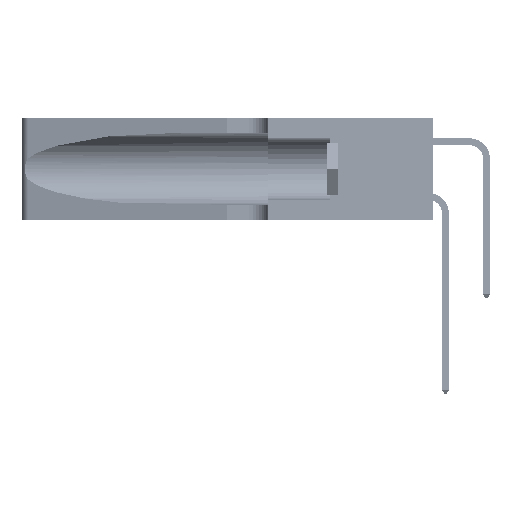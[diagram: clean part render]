
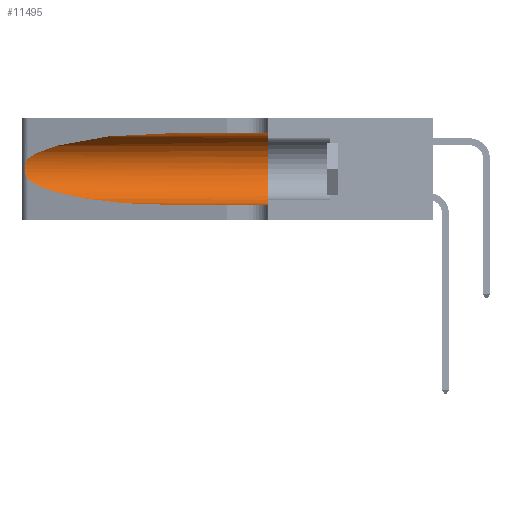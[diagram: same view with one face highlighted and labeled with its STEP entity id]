
A CAD part, left-side view. The second image highlights one B-rep face of the part: STEP entity #11495.
In plain terms, the highlighted cylindrical face has radius 3.308 mm (diameter 6.617 mm), a partial arc.
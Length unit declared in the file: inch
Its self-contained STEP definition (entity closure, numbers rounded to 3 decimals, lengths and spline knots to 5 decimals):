
#1221 = EDGE_CURVE ( 'NONE', #13946, #3140, #6559, .T. ) ;
#1520 = CARTESIAN_POINT ( 'NONE',  ( 0.25639, 1.23184, 0.21858 ) ) ;
#2664 = B_SPLINE_CURVE_WITH_KNOTS ( 'NONE', 3,
 ( #21538, #37340, #1520, #29542, #5599, #33544, #9633, #37511, #13678, #41505, #17729, #45513, #21706, #49508 ),
 .UNSPECIFIED., .F., .F.,
 ( 4, 2, 2, 2, 2, 2, 4 ),
 ( 0., 0.00027, 0.00053, 0.00107, 0.0016, 0.00187, 0.00214 ),
 .UNSPECIFIED. ) ;
#3140 = VERTEX_POINT ( 'NONE', #19945 ) ;
#3664 = ORIENTED_EDGE ( 'NONE', *, *, #1221, .T. ) ;
#4225 = AXIS2_PLACEMENT_3D ( 'NONE', #23085, #11175, #39052 ) ;
#5115 = CARTESIAN_POINT ( 'NONE',  ( 0.18966, 0.96281, 0.05475 ) ) ;
#5599 = CARTESIAN_POINT ( 'NONE',  ( 0.25854, 1.2359, 0.20912 ) ) ;
#6559 =( BOUNDED_CURVE ( )  B_SPLINE_CURVE ( 3, ( #44798, #16993, #40786, #20995 ),
 .UNSPECIFIED., .F., .F. ) 
 B_SPLINE_CURVE_WITH_KNOTS ( ( 4, 4 ),
 ( 1.5708, 2.84003 ),
 .UNSPECIFIED. ) 
 CURVE ( )  GEOMETRIC_REPRESENTATION_ITEM ( )  RATIONAL_B_SPLINE_CURVE ( ( 1., 0.87, 0.87, 1. ) ) 
 REPRESENTATION_ITEM ( '' )  );
#8211 = VERTEX_POINT ( 'NONE', #49113 ) ;
#8638 = CIRCLE ( 'NONE', #20917, 0.13025 ) ;
#8709 = ORIENTED_EDGE ( 'NONE', *, *, #26800, .T. ) ;
#8984 = CARTESIAN_POINT ( 'NONE',  ( 0.2373, 1.15595, 0.08982 ) ) ;
#9633 = CARTESIAN_POINT ( 'NONE',  ( 0.26075, 1.23896, 0.19203 ) ) ;
#10070 = FACE_OUTER_BOUND ( 'NONE', #16055, .T. ) ;
#10714 = DIRECTION ( 'NONE',  ( 0., 1., 0. ) ) ;
#11175 = DIRECTION ( 'NONE',  ( 0., -1., 0. ) ) ;
#11495 = ADVANCED_FACE ( 'NONE', ( #10070 ), #19498, .F. ) ;
#13264 = VECTOR ( 'NONE', #13809, 39.37008 ) ;
#13678 = CARTESIAN_POINT ( 'NONE',  ( 0.26017, 1.23833, 0.17102 ) ) ;
#13754 = ORIENTED_EDGE ( 'NONE', *, *, #42630, .F. ) ;
#13809 = DIRECTION ( 'NONE',  ( 0., -1., 0. ) ) ;
#13946 = VERTEX_POINT ( 'NONE', #38868 ) ;
#15616 = ORIENTED_EDGE ( 'NONE', *, *, #24214, .T. ) ;
#16055 = EDGE_LOOP ( 'NONE', ( #3664, #15616, #8709, #19385, #40496, #13754 ) ) ;
#16993 = CARTESIAN_POINT ( 'NONE',  ( 0.18966, 0.96281, 0.31525 ) ) ;
#17729 = CARTESIAN_POINT ( 'NONE',  ( 0.25789, 1.23486, 0.15765 ) ) ;
#19385 = ORIENTED_EDGE ( 'NONE', *, *, #35398, .T. ) ;
#19498 = CYLINDRICAL_SURFACE ( 'NONE', #4225, 0.13025 ) ;
#19945 = CARTESIAN_POINT ( 'NONE',  ( 0.25487, 1.22718, 0.22369 ) ) ;
#20310 = VERTEX_POINT ( 'NONE', #22185 ) ;
#20917 = AXIS2_PLACEMENT_3D ( 'NONE', #34622, #10714, #38607 ) ;
#20995 = CARTESIAN_POINT ( 'NONE',  ( 0.25487, 1.22718, 0.22369 ) ) ;
#21538 = CARTESIAN_POINT ( 'NONE',  ( 0.25487, 1.22718, 0.22369 ) ) ;
#21706 = CARTESIAN_POINT ( 'NONE',  ( 0.25555, 1.22993, 0.14849 ) ) ;
#22185 = CARTESIAN_POINT ( 'NONE',  ( 0.1305, 0.35, 0.31525 ) ) ;
#23085 = CARTESIAN_POINT ( 'NONE',  ( 0.1305, 1.61858, 0.185 ) ) ;
#24214 = EDGE_CURVE ( 'NONE', #3140, #26815, #2664, .T. ) ;
#25128 = LINE ( 'NONE', #41637, #13264 ) ;
#26800 = EDGE_CURVE ( 'NONE', #26815, #49076, #45219, .T. ) ;
#26815 = VERTEX_POINT ( 'NONE', #49033 ) ;
#28179 = VECTOR ( 'NONE', #32448, 39.37008 ) ;
#29542 = CARTESIAN_POINT ( 'NONE',  ( 0.25787, 1.23484, 0.2124 ) ) ;
#30694 = LINE ( 'NONE', #36428, #28179 ) ;
#32448 = DIRECTION ( 'NONE',  ( 0., -1., 0. ) ) ;
#33061 = CARTESIAN_POINT ( 'NONE',  ( 0.1305, 0.72297, 0.05475 ) ) ;
#33544 = CARTESIAN_POINT ( 'NONE',  ( 0.26018, 1.23835, 0.19895 ) ) ;
#34622 = CARTESIAN_POINT ( 'NONE',  ( 0.1305, 0.35, 0.185 ) ) ;
#35398 = EDGE_CURVE ( 'NONE', #49076, #8211, #30694, .T. ) ;
#36428 = CARTESIAN_POINT ( 'NONE',  ( 0.1305, 1.61858, 0.05475 ) ) ;
#37340 = CARTESIAN_POINT ( 'NONE',  ( 0.25555, 1.22994, 0.2215 ) ) ;
#37511 = CARTESIAN_POINT ( 'NONE',  ( 0.26075, 1.23896, 0.178 ) ) ;
#38607 = DIRECTION ( 'NONE',  ( 0., 0., 1. ) ) ;
#38868 = CARTESIAN_POINT ( 'NONE',  ( 0.1305, 0.72297, 0.31525 ) ) ;
#39052 = DIRECTION ( 'NONE',  ( 0., 0., -1. ) ) ;
#40496 = ORIENTED_EDGE ( 'NONE', *, *, #51238, .F. ) ;
#40786 = CARTESIAN_POINT ( 'NONE',  ( 0.2373, 1.15595, 0.28018 ) ) ;
#40857 = CARTESIAN_POINT ( 'NONE',  ( 0.25487, 1.22718, 0.14631 ) ) ;
#41505 = CARTESIAN_POINT ( 'NONE',  ( 0.25856, 1.23593, 0.16098 ) ) ;
#41637 = CARTESIAN_POINT ( 'NONE',  ( 0.1305, 1.61858, 0.31525 ) ) ;
#42630 = EDGE_CURVE ( 'NONE', #13946, #20310, #25128, .T. ) ;
#44798 = CARTESIAN_POINT ( 'NONE',  ( 0.1305, 0.72297, 0.31525 ) ) ;
#45219 =( BOUNDED_CURVE ( )  B_SPLINE_CURVE ( 3, ( #40857, #8984, #5115, #33061 ),
 .UNSPECIFIED., .F., .T. ) 
 B_SPLINE_CURVE_WITH_KNOTS ( ( 4, 4 ),
 ( 3.44316, 4.71239 ),
 .UNSPECIFIED. ) 
 CURVE ( )  GEOMETRIC_REPRESENTATION_ITEM ( )  RATIONAL_B_SPLINE_CURVE ( ( 1., 0.87, 0.87, 1. ) ) 
 REPRESENTATION_ITEM ( '' )  );
#45513 = CARTESIAN_POINT ( 'NONE',  ( 0.25639, 1.23186, 0.15144 ) ) ;
#48173 = CARTESIAN_POINT ( 'NONE',  ( 0.1305, 0.72297, 0.05475 ) ) ;
#49033 = CARTESIAN_POINT ( 'NONE',  ( 0.25487, 1.22718, 0.14631 ) ) ;
#49076 = VERTEX_POINT ( 'NONE', #48173 ) ;
#49113 = CARTESIAN_POINT ( 'NONE',  ( 0.1305, 0.35, 0.05475 ) ) ;
#49508 = CARTESIAN_POINT ( 'NONE',  ( 0.25487, 1.22718, 0.14631 ) ) ;
#51238 = EDGE_CURVE ( 'NONE', #20310, #8211, #8638, .T. ) ;
